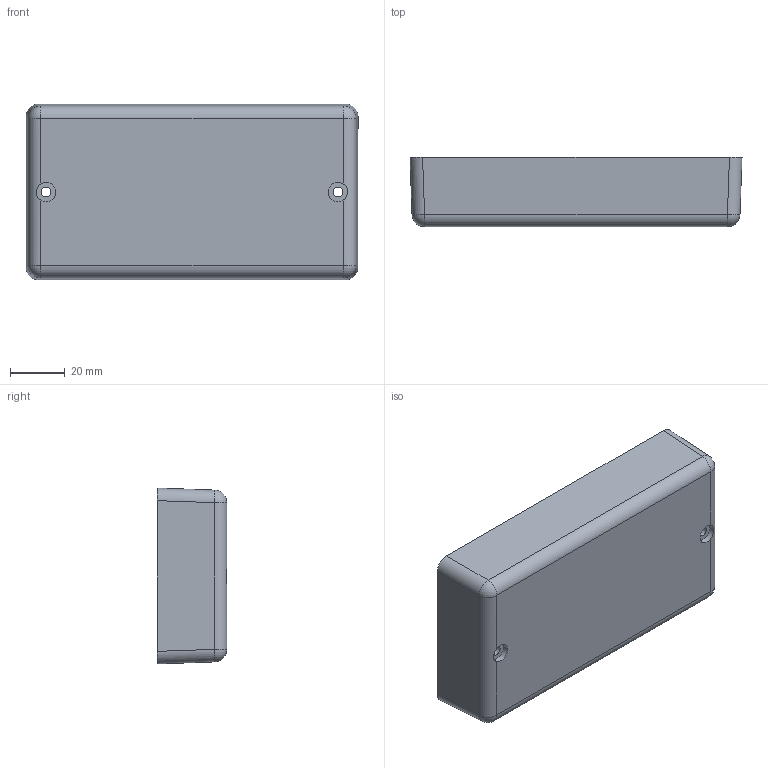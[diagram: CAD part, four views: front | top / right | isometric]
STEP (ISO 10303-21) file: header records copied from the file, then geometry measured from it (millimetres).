
FILE_DESCRIPTION((''),'2;1');
FILE_NAME('Porte_Poignee_Arriere.stp','2010-09-23T16:31:43',('claivier'),(''),'Autodesk Inventor 11','Autodesk Inventor 11','');
FILE_SCHEMA(('AUTOMOTIVE_DESIGN { 1 0 10303 214 1 1 1 1 }'));
Length unit declared in the file: millimetre
Products named in the file (1): Porte_Poignée_Arrière
Bounding box: 121.4 x 25.4 x 64.3 mm (x, y, z)
Volume: 36538.5 mm3; surface area: 32632.4 mm2
Topology: 1 solids, 1 shells, 61 faces, 150 edges, 92 vertices
Faces by surface type: plane 29, cylinder 24, sphere 8
Full cylindrical faces by diameter (mm): 3.56 x2, 7.11 x2
Entity records: 1931 total; most frequent: CARTESIAN_POINT 494, DIRECTION 290, ORIENTED_EDGE 288, EDGE_CURVE 144, AXIS2_PLACEMENT_3D 98, VECTOR 94, LINE 94, VERTEX_POINT 90
